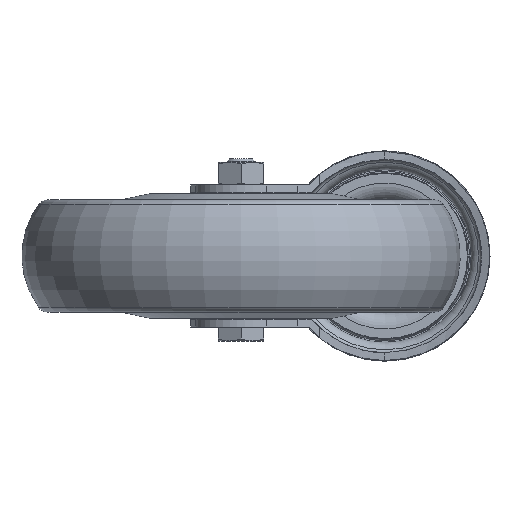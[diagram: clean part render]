
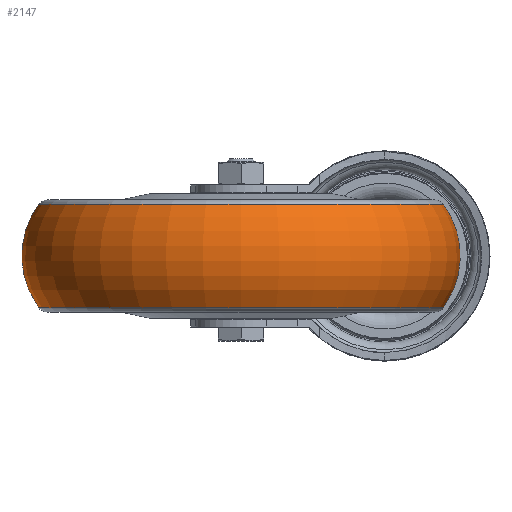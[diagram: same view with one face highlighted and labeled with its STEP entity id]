
A CAD part, front view. The second image highlights one B-rep face of the part: STEP entity #2147.
In plain terms, the highlighted toroidal (fillet/blend) face has major radius 37.5 mm and minor radius 25 mm.
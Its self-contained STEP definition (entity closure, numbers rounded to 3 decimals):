
#228=TOROIDAL_SURFACE('',#2333,37.5,25.);
#330=FACE_BOUND('',#609,.T.);
#428=FACE_OUTER_BOUND('',#608,.T.);
#608=EDGE_LOOP('',(#1464));
#609=EDGE_LOOP('',(#1465));
#839=CIRCLE('',#2332,57.668);
#840=CIRCLE('',#2334,57.668);
#985=VERTEX_POINT('',#3318);
#986=VERTEX_POINT('',#3321);
#1183=EDGE_CURVE('',#985,#985,#839,.T.);
#1184=EDGE_CURVE('',#986,#986,#840,.T.);
#1464=ORIENTED_EDGE('',*,*,#1184,.F.);
#1465=ORIENTED_EDGE('',*,*,#1183,.T.);
#2147=ADVANCED_FACE('',(#428,#330),#228,.T.);
#2332=AXIS2_PLACEMENT_3D('',#3319,#2683,#2684);
#2333=AXIS2_PLACEMENT_3D('',#3320,#2685,#2686);
#2334=AXIS2_PLACEMENT_3D('',#3322,#2687,#2688);
#2683=DIRECTION('center_axis',(0.,0.,-1.));
#2684=DIRECTION('ref_axis',(0.,1.,0.));
#2685=DIRECTION('center_axis',(0.,0.,-1.));
#2686=DIRECTION('ref_axis',(-1.,0.,0.));
#2687=DIRECTION('center_axis',(0.,0.,-1.));
#2688=DIRECTION('ref_axis',(0.,1.,0.));
#3318=CARTESIAN_POINT('',(-41.,-39.832,14.773));
#3319=CARTESIAN_POINT('Origin',(-41.,-97.5,14.773));
#3320=CARTESIAN_POINT('Origin',(-41.,-97.5,0.));
#3321=CARTESIAN_POINT('',(-41.,-39.832,-14.773));
#3322=CARTESIAN_POINT('Origin',(-41.,-97.5,-14.773));
